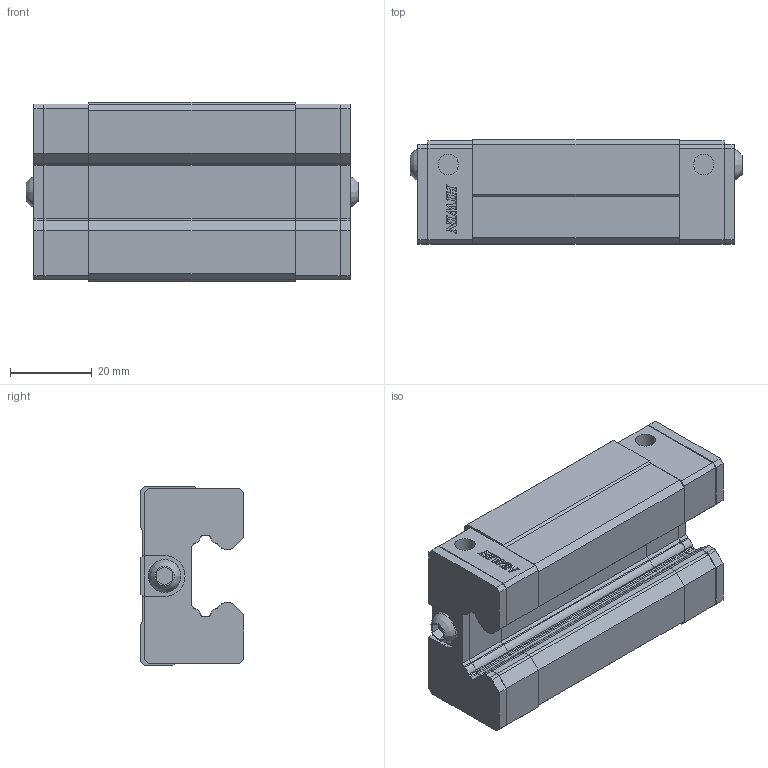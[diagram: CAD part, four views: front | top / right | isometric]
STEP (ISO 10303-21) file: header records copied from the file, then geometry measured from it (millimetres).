
FILE_DESCRIPTION(('STEP AP203'), '1');
FILE_NAME('HGH20CA', '', ('UNSPECIFIED'), ('UNSPECIFIED'), 'ASCON STEP Converter 1.6', 'ASCON Math Kernel', '');
FILE_SCHEMA(('CONFIG_CONTROL_DESIGN'));
Length unit declared in the file: millimetre
Products named in the file (3): https://kugeltrade.ru/catalog/tekhnika_lineynykh_peremeshcheniy/profilnye_relsovye_napravlyayushchie/karetki/121458/; M6H
Assembly tree (3 placements, depth 2):
  https://kugeltrade.ru/catalog/tekhnika_lineynykh_peremeshcheniy/profilnye_relsovye_napravlyayushchie/karetki/121458/
    https://kugeltrade.ru/catalog/tekhnika_lineynykh_peremeshcheniy/profilnye_relsovye_napravlyayushchie/karetki/121458/
    M6H  x2
Bounding box: 81.3 x 25.4 x 44 mm (x, y, z)
Volume: 65957.8 mm3; surface area: 22794.4 mm2
Topology: 7 solids, 7 shells, 678 faces, 1864 edges, 1226 vertices
Faces by surface type: plane 446, cylinder 190, cone 40, bspline 2
Full cylindrical faces by diameter (mm): 1 x2, 4.134 x4, 5 x4, 6 x6, 7.3 x2, 8 x2
Entity records: 26644 total; most frequent: CARTESIAN_POINT 4001, ORIENTED_EDGE 3630, DIRECTION 3504, EDGE_CURVE 1815, LINE 1334, VECTOR 1334, VERTEX_POINT 1205, AXIS2_PLACEMENT_3D 1085
